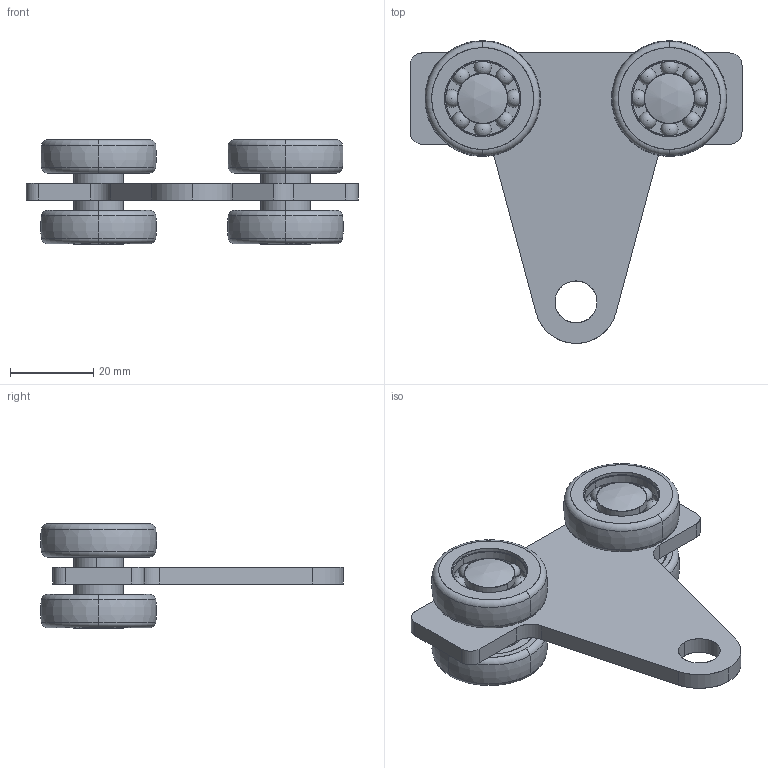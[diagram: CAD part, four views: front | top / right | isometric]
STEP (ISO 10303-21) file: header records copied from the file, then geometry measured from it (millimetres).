
FILE_DESCRIPTION (( 'STEP AP214' ), '1' );
FILE_NAME ('0038685.step', '2023-03-08T14:28:08', ( '' ), ( '' ), 'SwSTEP 2.0', 'SolidWorks 2020', '' );
FILE_SCHEMA (( 'AUTOMOTIVE_DESIGN' ));
Length unit declared in the file: millimetre
Products named in the file (1): 0038685
Bounding box: 80 x 72.97 x 25.29 mm (x, y, z)
Surface area: 26186.1 mm2 (no closed solid volume)
Topology: 0 solids, 175 shells, 370 faces, 1220 edges, 910 vertices
Faces by surface type: cylinder 132, torus 121, sphere 66, plane 51
Entity records: 29086 total; most frequent: CARTESIAN_POINT 19223, DIRECTION 2259, ORIENTED_EDGE 1376, EDGE_CURVE 1043, AXIS2_PLACEMENT_3D 1039, VERTEX_POINT 797, CIRCLE 668, EDGE_LOOP 416
